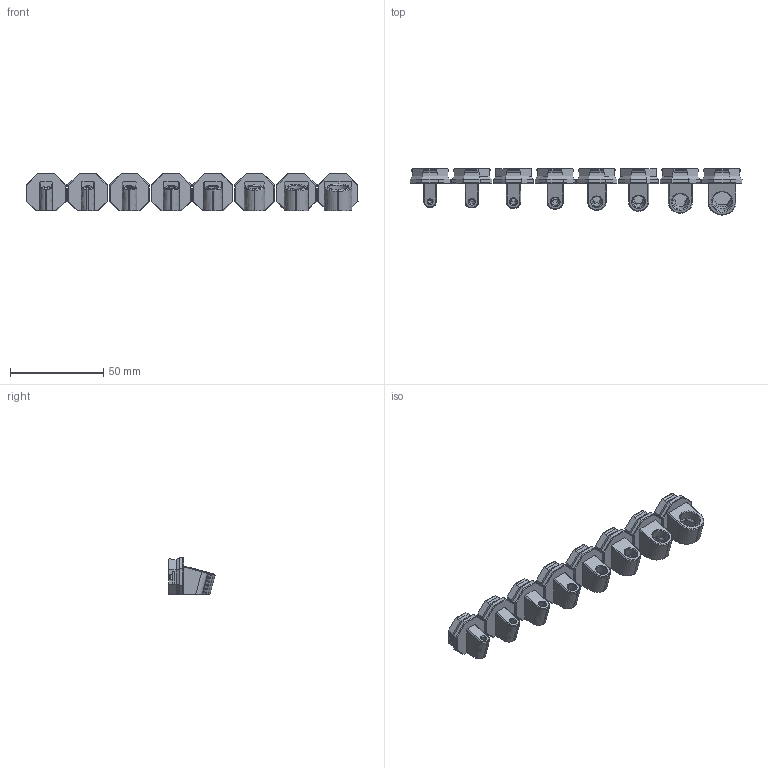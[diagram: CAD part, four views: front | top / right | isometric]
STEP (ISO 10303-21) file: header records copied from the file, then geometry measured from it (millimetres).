
FILE_DESCRIPTION(('FreeCAD Model'),'2;1');
FILE_NAME('Open CASCADE Shape Model','2025-05-03T19:16:40',('FreeCAD'),( 'FreeCAD'),'Open CASCADE STEP processor 7.6','FreeCAD','Unknown');
FILE_SCHEMA(('AUTOMOTIVE_DESIGN { 1 0 10303 214 1 1 1 1 }'));
Length unit declared in the file: millimetre
Products named in the file (1): Open CASCADE STEP translator 7.6 1
Bounding box: 177.57 x 24.65 x 20.14 mm (x, y, z)
Volume: 27048.1 mm3; surface area: 17178.4 mm2
Topology: 8 solids, 8 shells, 880 faces, 2277 edges, 1376 vertices
Faces by surface type: bspline 880
Entity records: 27978 total; most frequent: CARTESIAN_POINT 14459, ORIENTED_EDGE 4448, EDGE_CURVE 2224, B_SPLINE_CURVE_WITH_KNOTS 1984, VERTEX_POINT 1376, FACE_BOUND 928, EDGE_LOOP 928, ADVANCED_FACE 880
